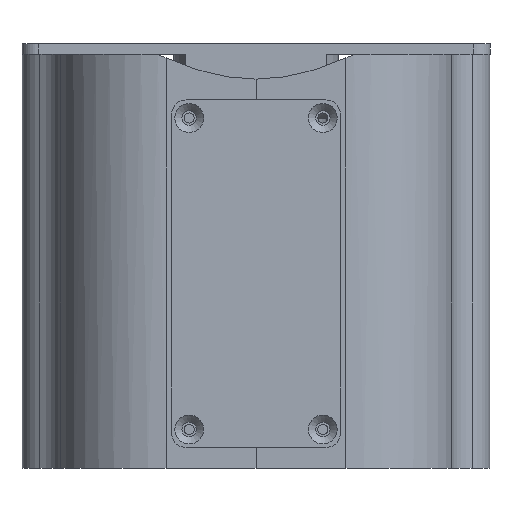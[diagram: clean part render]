
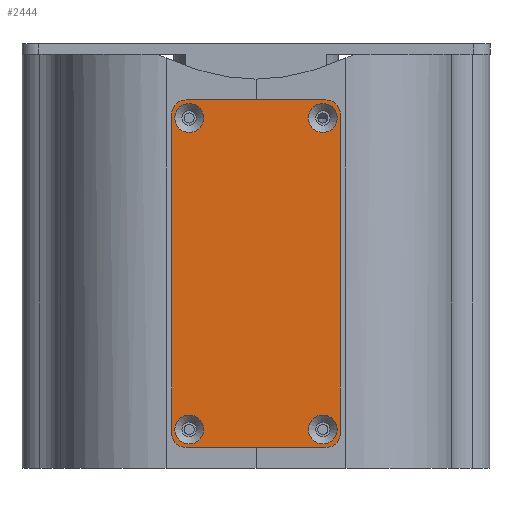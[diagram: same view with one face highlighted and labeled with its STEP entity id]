
A CAD part, left-side view. The second image highlights one B-rep face of the part: STEP entity #2444.
In plain terms, the highlighted planar face has unit normal (-1, 0, 0).
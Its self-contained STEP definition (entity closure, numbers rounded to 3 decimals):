
#96=FACE_BOUND('',#460,.T.);
#97=FACE_BOUND('',#461,.T.);
#98=FACE_BOUND('',#462,.T.);
#99=FACE_BOUND('',#463,.T.);
#157=PLANE('',#2739);
#289=FACE_OUTER_BOUND('',#459,.T.);
#459=EDGE_LOOP('',(#2102,#2103,#2104,#2105,#2106,#2107,#2108,#2109));
#460=EDGE_LOOP('',(#2110));
#461=EDGE_LOOP('',(#2111));
#462=EDGE_LOOP('',(#2112));
#463=EDGE_LOOP('',(#2113));
#622=LINE('',#4283,#781);
#625=LINE('',#4289,#784);
#626=LINE('',#4293,#785);
#627=LINE('',#4297,#786);
#781=VECTOR('',#3409,10.);
#784=VECTOR('',#3414,10.);
#785=VECTOR('',#3417,10.);
#786=VECTOR('',#3420,10.);
#954=CIRCLE('',#2736,4.);
#956=CIRCLE('',#2740,4.);
#957=CIRCLE('',#2741,4.);
#958=CIRCLE('',#2742,4.);
#959=CIRCLE('',#2743,4.);
#960=CIRCLE('',#2744,4.);
#961=CIRCLE('',#2745,4.);
#962=CIRCLE('',#2746,4.);
#1170=VERTEX_POINT('',#4273);
#1171=VERTEX_POINT('',#4274);
#1174=VERTEX_POINT('',#4282);
#1176=VERTEX_POINT('',#4288);
#1177=VERTEX_POINT('',#4290);
#1178=VERTEX_POINT('',#4292);
#1179=VERTEX_POINT('',#4294);
#1180=VERTEX_POINT('',#4296);
#1181=VERTEX_POINT('',#4299);
#1182=VERTEX_POINT('',#4301);
#1183=VERTEX_POINT('',#4303);
#1184=VERTEX_POINT('',#4305);
#1486=EDGE_CURVE('',#1170,#1171,#954,.T.);
#1490=EDGE_CURVE('',#1174,#1171,#622,.T.);
#1493=EDGE_CURVE('',#1170,#1176,#625,.T.);
#1494=EDGE_CURVE('',#1177,#1176,#956,.T.);
#1495=EDGE_CURVE('',#1177,#1178,#626,.T.);
#1496=EDGE_CURVE('',#1179,#1178,#957,.T.);
#1497=EDGE_CURVE('',#1179,#1180,#627,.T.);
#1498=EDGE_CURVE('',#1174,#1180,#958,.T.);
#1499=EDGE_CURVE('',#1181,#1181,#959,.T.);
#1500=EDGE_CURVE('',#1182,#1182,#960,.T.);
#1501=EDGE_CURVE('',#1183,#1183,#961,.T.);
#1502=EDGE_CURVE('',#1184,#1184,#962,.T.);
#2102=ORIENTED_EDGE('',*,*,#1486,.F.);
#2103=ORIENTED_EDGE('',*,*,#1493,.T.);
#2104=ORIENTED_EDGE('',*,*,#1494,.F.);
#2105=ORIENTED_EDGE('',*,*,#1495,.T.);
#2106=ORIENTED_EDGE('',*,*,#1496,.F.);
#2107=ORIENTED_EDGE('',*,*,#1497,.T.);
#2108=ORIENTED_EDGE('',*,*,#1498,.F.);
#2109=ORIENTED_EDGE('',*,*,#1490,.T.);
#2110=ORIENTED_EDGE('',*,*,#1499,.F.);
#2111=ORIENTED_EDGE('',*,*,#1500,.F.);
#2112=ORIENTED_EDGE('',*,*,#1501,.F.);
#2113=ORIENTED_EDGE('',*,*,#1502,.F.);
#2444=ADVANCED_FACE('',(#289,#96,#97,#98,#99),#157,.T.);
#2736=AXIS2_PLACEMENT_3D('',#4275,#3401,#3402);
#2739=AXIS2_PLACEMENT_3D('',#4287,#3412,#3413);
#2740=AXIS2_PLACEMENT_3D('',#4291,#3415,#3416);
#2741=AXIS2_PLACEMENT_3D('',#4295,#3418,#3419);
#2742=AXIS2_PLACEMENT_3D('',#4298,#3421,#3422);
#2743=AXIS2_PLACEMENT_3D('',#4300,#3423,#3424);
#2744=AXIS2_PLACEMENT_3D('',#4302,#3425,#3426);
#2745=AXIS2_PLACEMENT_3D('',#4304,#3427,#3428);
#2746=AXIS2_PLACEMENT_3D('',#4306,#3429,#3430);
#3401=DIRECTION('center_axis',(1.,0.,0.));
#3402=DIRECTION('ref_axis',(0.,-0.707,-0.707));
#3409=DIRECTION('',(0.,-1.,0.));
#3412=DIRECTION('center_axis',(-1.,0.,0.));
#3413=DIRECTION('ref_axis',(0.,-1.,0.));
#3414=DIRECTION('',(0.,0.,1.));
#3415=DIRECTION('center_axis',(1.,0.,0.));
#3416=DIRECTION('ref_axis',(0.,-0.707,0.707));
#3417=DIRECTION('',(0.,1.,0.));
#3418=DIRECTION('center_axis',(1.,0.,0.));
#3419=DIRECTION('ref_axis',(0.,0.707,0.707));
#3420=DIRECTION('',(0.,0.,-1.));
#3421=DIRECTION('center_axis',(1.,0.,0.));
#3422=DIRECTION('ref_axis',(0.,0.707,-0.707));
#3423=DIRECTION('center_axis',(-1.,0.,0.));
#3424=DIRECTION('ref_axis',(0.,-1.,0.));
#3425=DIRECTION('center_axis',(-1.,0.,0.));
#3426=DIRECTION('ref_axis',(0.,-1.,0.));
#3427=DIRECTION('center_axis',(-1.,0.,0.));
#3428=DIRECTION('ref_axis',(0.,-1.,0.));
#3429=DIRECTION('center_axis',(-1.,0.,0.));
#3430=DIRECTION('ref_axis',(0.,-1.,0.));
#4273=CARTESIAN_POINT('',(118.905,63.,187.472));
#4274=CARTESIAN_POINT('',(118.905,67.,183.472));
#4275=CARTESIAN_POINT('Origin',(118.905,67.,187.472));
#4282=CARTESIAN_POINT('',(118.905,105.884,183.472));
#4283=CARTESIAN_POINT('',(118.905,109.884,183.472));
#4287=CARTESIAN_POINT('Origin',(118.905,86.442,231.736));
#4288=CARTESIAN_POINT('',(118.905,63.,276.));
#4289=CARTESIAN_POINT('',(118.905,63.,183.472));
#4290=CARTESIAN_POINT('',(118.905,67.,280.));
#4291=CARTESIAN_POINT('Origin',(118.905,67.,276.));
#4292=CARTESIAN_POINT('',(118.905,105.884,280.));
#4293=CARTESIAN_POINT('',(118.905,63.,280.));
#4294=CARTESIAN_POINT('',(118.905,109.884,276.));
#4295=CARTESIAN_POINT('Origin',(118.905,105.884,276.));
#4296=CARTESIAN_POINT('',(118.905,109.884,187.472));
#4297=CARTESIAN_POINT('',(118.905,109.884,280.));
#4298=CARTESIAN_POINT('Origin',(118.905,105.884,187.472));
#4299=CARTESIAN_POINT('',(118.905,71.884,275.));
#4300=CARTESIAN_POINT('Origin',(118.905,67.884,275.));
#4301=CARTESIAN_POINT('',(118.905,109.,188.472));
#4302=CARTESIAN_POINT('Origin',(118.905,105.,188.472));
#4303=CARTESIAN_POINT('',(118.905,71.884,188.472));
#4304=CARTESIAN_POINT('Origin',(118.905,67.884,188.472));
#4305=CARTESIAN_POINT('',(118.905,109.,275.));
#4306=CARTESIAN_POINT('Origin',(118.905,105.,275.));
